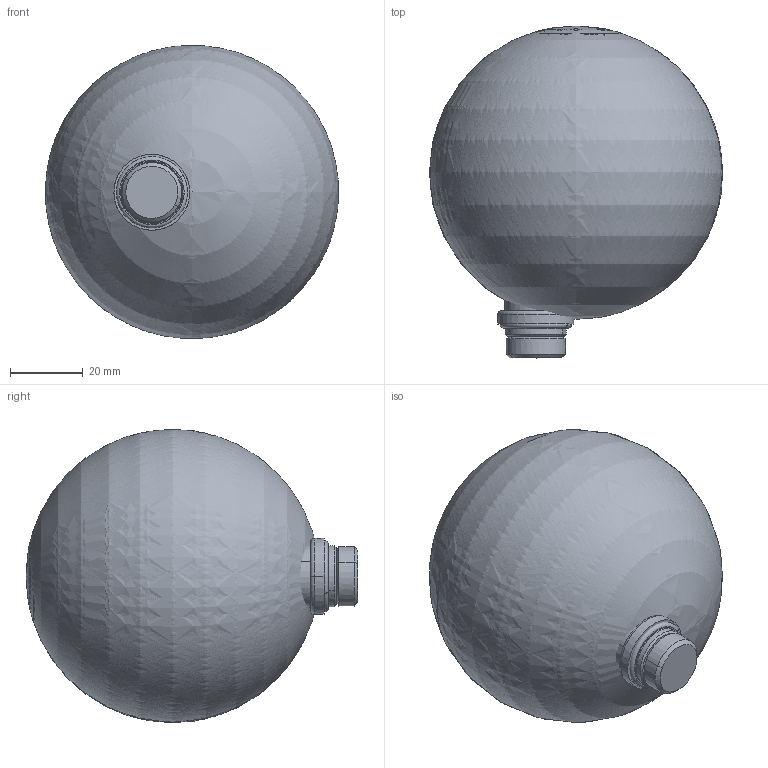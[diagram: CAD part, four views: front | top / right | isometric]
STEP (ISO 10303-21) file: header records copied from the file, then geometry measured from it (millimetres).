
FILE_DESCRIPTION((''),'2;1');
FILE_NAME('_2343020001_SW0001','2017-02-10T',('sparenzan'),(''),'CREO PARAMETRIC BY PTC INC, 2016050','CREO PARAMETRIC BY PTC INC, 2016050','');
FILE_SCHEMA(('CONFIG_CONTROL_DESIGN'));
Products named in the file (1): _2343020001_SW0001
Bounding box: 80.4 x 91 x 80.4 mm (x, y, z)
Surface area: 282638.6 mm2 (no closed solid volume)
Topology: 0 solids, 0 shells, 568 faces, 2945 edges, 2832 vertices
Faces by surface type: bspline 459, torus 67, sphere 42
Entity records: 52028 total; most frequent: CARTESIAN_POINT 27926, DIRECTION 3779, TRIMMED_CURVE 2933, DEFINITIONAL_REPRESENTATION 2761, PCURVE 2761, COMPOSITE_CURVE_SEGMENT 2761, VECTOR 2305, LINE 2305
